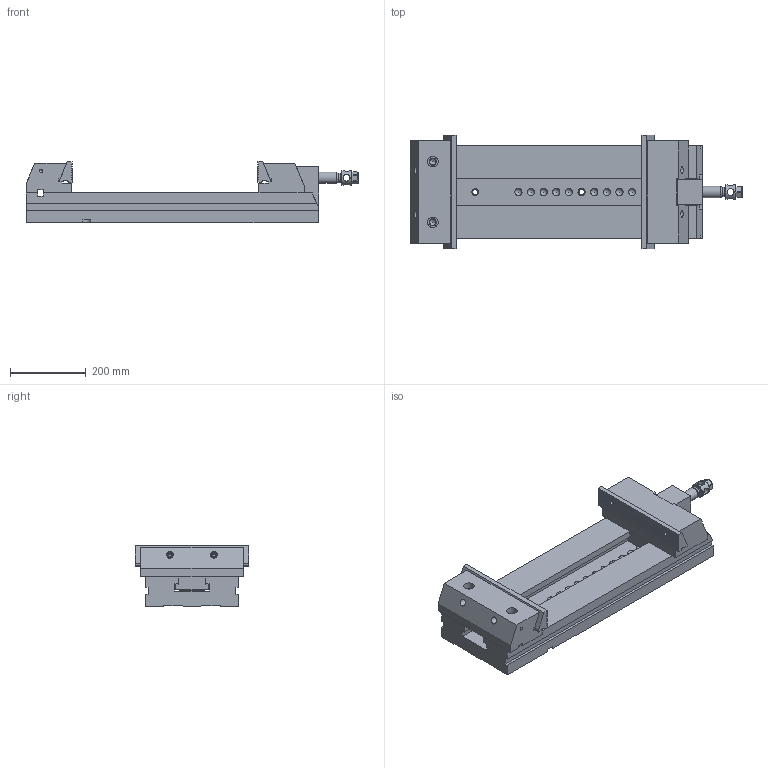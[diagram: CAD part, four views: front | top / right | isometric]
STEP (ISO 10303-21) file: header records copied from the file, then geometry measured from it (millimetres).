
FILE_DESCRIPTION(/* description */ (''),/* implementation_level */ '2;1');
FILE_NAME(/* name */ '30_300L_Mordaza.stp',/* time_stamp */ '2013-10-31T08:15:10+01:00',/* author */ (''),/* organization */ (''),/* preprocessor_version */ 'ST-DEVELOPER v11',/* originating_system */ 'SIEMENS PLM Software NX 7.5',/* authorisation */ '');
FILE_SCHEMA (('CONFIG_CONTROL_DESIGN'));
Length unit declared in the file: millimetre
Products named in the file (1): 30_300L_Mordaza
Bounding box: 874.9 x 300 x 160.8 mm (x, y, z)
Volume: 17038166.5 mm3; surface area: 1179731.8 mm2
Topology: 11 solids, 11 shells, 403 faces, 1103 edges, 737 vertices
Faces by surface type: plane 258, cylinder 91, cone 35, sphere 16, torus 3
Full cylindrical faces by diameter (mm): 5.188 x5, 6 x1, 8.782 x7, 10.5 x4, 10.579 x4, 10.782 x4, 11.5 x4, 13 x4, 14 x2, 16 x4, 17 x2, 17.5 x4, 18 x9, 19 x6, 20 x1, 23 x1, 24 x1, 24.3 x1, 25 x2, 28 x2, 30 x1, 38 x3, 42 x2
Entity records: 11744 total; most frequent: CARTESIAN_POINT 2200, DIRECTION 1944, ORIENTED_EDGE 1762, EDGE_CURVE 881, AXIS2_PLACEMENT_3D 677, VERTEX_POINT 657, EDGE_LOOP 602, LINE 590
